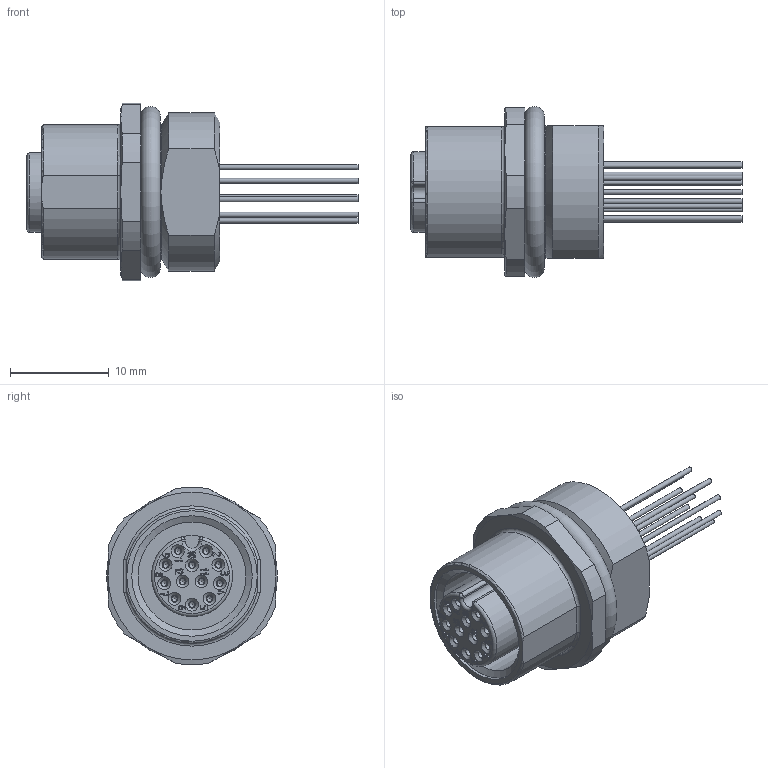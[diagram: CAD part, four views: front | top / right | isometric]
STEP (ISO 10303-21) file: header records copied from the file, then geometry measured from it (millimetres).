
FILE_DESCRIPTION(/* description */ (''),/* implementation_level */ '2;1');
FILE_NAME(/* name */ '09-3492-700-12.stp',/* time_stamp */ '2010-11-11T08:07:38+01:00',/* author */ (''),/* organization */ (''),/* preprocessor_version */ 'ST-DEVELOPER v11',/* originating_system */ 'UGS - NX 5.0',/* authorisation */ '');
FILE_SCHEMA (('CONFIG_CONTROL_DESIGN'));
Length unit declared in the file: millimetre
Products named in the file (1): cerlD1E6pjw0
Bounding box: 33.6 x 17.3 x 17.96 mm (x, y, z)
Volume: 2865 mm3; surface area: 2668 mm2
Topology: 2 solids, 2 shells, 345 faces, 824 edges, 540 vertices
Faces by surface type: plane 130, extrusion 75, cylinder 69, cone 59, torus 10, sphere 2
Full cylindrical faces by diameter (mm): 0.5 x12, 0.7 x12, 8.2 x1, 10.917 x1, 12.2 x1, 13.3 x1
Entity records: 11726 total; most frequent: CARTESIAN_POINT 4383, ORIENTED_EDGE 1450, DIRECTION 1306, EDGE_CURVE 725, VERTEX_POINT 513, AXIS2_PLACEMENT_3D 487, EDGE_LOOP 461, ADVANCED_FACE 345
